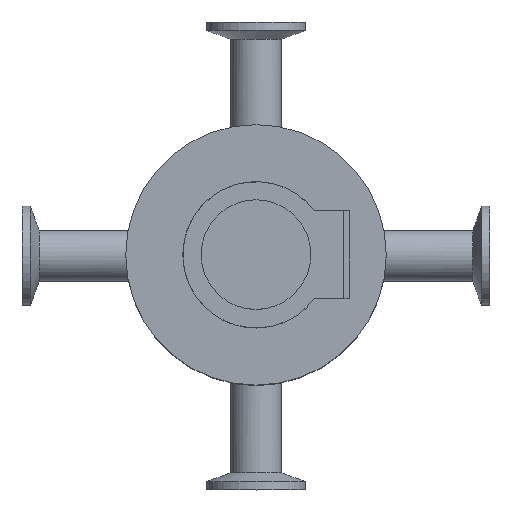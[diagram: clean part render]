
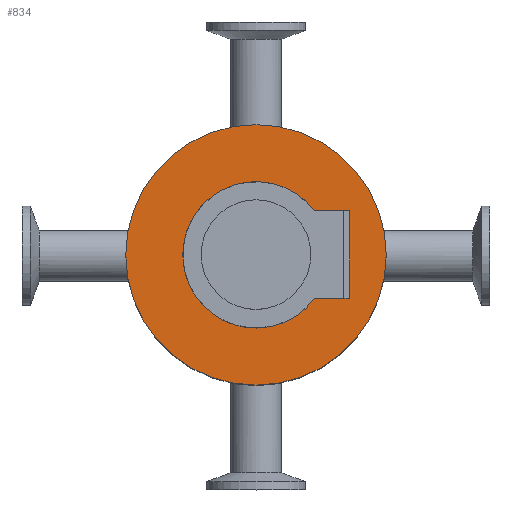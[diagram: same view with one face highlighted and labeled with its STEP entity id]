
A CAD part, top view. The second image highlights one B-rep face of the part: STEP entity #834.
In plain terms, the highlighted planar face has unit normal (0, 0, 1).
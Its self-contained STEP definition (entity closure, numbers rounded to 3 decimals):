
#210=FACE_OUTER_BOUND('',#281,.T.);
#281=EDGE_LOOP('',(#617));
#353=CIRCLE('',#968,44.55);
#404=VERTEX_POINT('',#1456);
#485=EDGE_CURVE('',#404,#404,#353,.T.);
#617=ORIENTED_EDGE('',*,*,#485,.F.);
#801=PLANE('',#967);
#834=ADVANCED_FACE('',(#210),#801,.T.);
#967=AXIS2_PLACEMENT_3D('',#1455,#1123,#1124);
#968=AXIS2_PLACEMENT_3D('',#1457,#1125,#1126);
#1123=DIRECTION('center_axis',(0.,0.,1.));
#1124=DIRECTION('ref_axis',(1.,0.,0.));
#1125=DIRECTION('center_axis',(0.,0.,-1.));
#1126=DIRECTION('ref_axis',(-1.,0.,0.));
#1455=CARTESIAN_POINT('Origin',(-22.275,0.,180.05));
#1456=CARTESIAN_POINT('',(44.55,0.,180.05));
#1457=CARTESIAN_POINT('Origin',(0.,0.,180.05));
